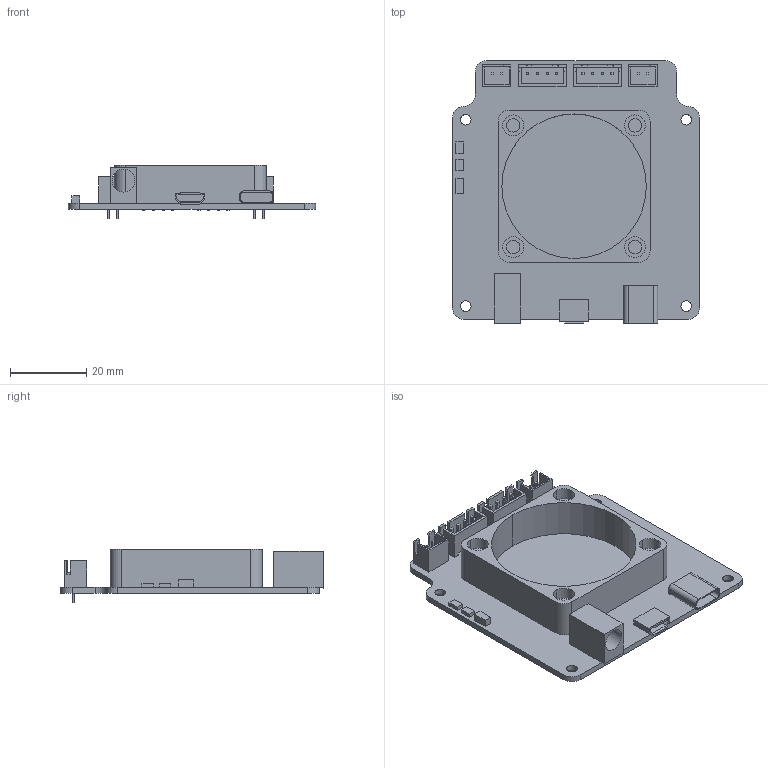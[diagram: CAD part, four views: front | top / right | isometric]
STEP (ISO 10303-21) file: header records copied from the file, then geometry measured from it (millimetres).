
FILE_DESCRIPTION((''),'2;1');
FILE_NAME('X735-PCB-ASM_ASM','2024-07-17T18:28:23',('Administrator'),(''),'CREO PARAMETRIC BY PTC INC, 2022073','CREO PARAMETRIC BY PTC INC, 2022073','');
FILE_SCHEMA(('CONFIG_CONTROL_DESIGN'));
Length unit declared in the file: millimetre
Products named in the file (15): PCB-X735-V2; DC-JACK-6; USB; TYPE-C; 4010FAN; BREP_1; BREP_2; BREP_3; USER_LIBRARY-XH2_54_ZC_2P_ASM; XH2_54_ZC_2P_ASM; NONE-2013; NONE-2061; __-__1; USER_LIBRARY-XH2_54-4P_STEP_ASM; X735-PCB-ASM_ASM
Assembly tree (16 placements, depth 4):
  X735-PCB-ASM_ASM
    PCB-X735-V2
    DC-JACK-6
    USB
    TYPE-C
    4010FAN
    XH2_54_ZC_2P_ASM  x2
      USER_LIBRARY-XH2_54_ZC_2P_ASM
        BREP_1
        BREP_2
        BREP_3
    USER_LIBRARY-XH2_54-4P_STEP_ASM  x2
      NONE-2013
      NONE-2061
      __-__1
Bounding box: 65 x 69 x 14 mm (x, y, z)
Volume: 12120.6 mm3; surface area: 16629 mm2
Topology: 17 solids, 17 shells, 413 faces, 1060 edges, 704 vertices
Faces by surface type: plane 359, cylinder 54
Entity records: 8463 total; most frequent: CARTESIAN_POINT 1445, DIRECTION 1399, ORIENTED_EDGE 1370, EDGE_CURVE 685, VECTOR 583, LINE 583, VERTEX_POINT 454, AXIS2_PLACEMENT_3D 408
